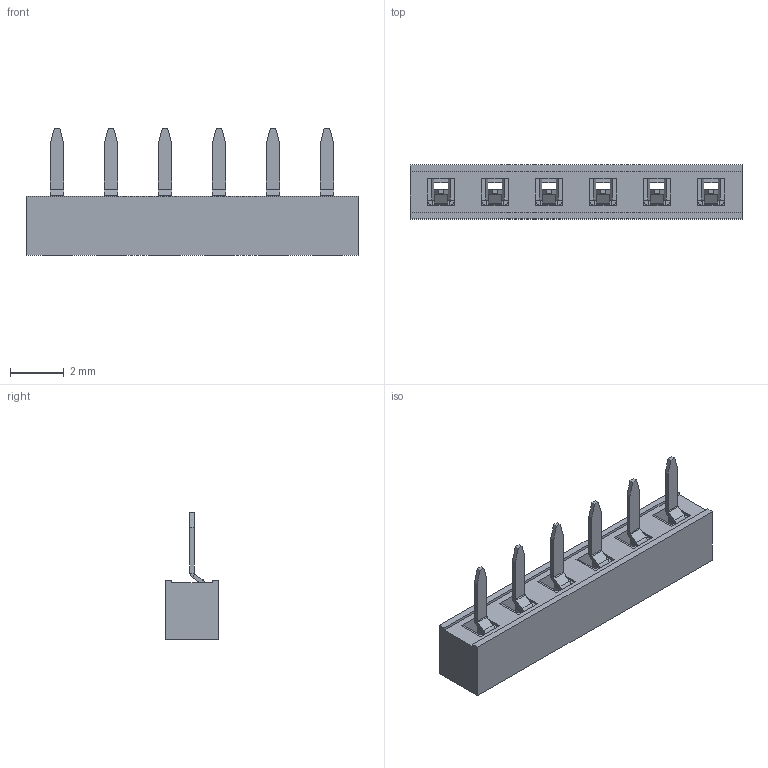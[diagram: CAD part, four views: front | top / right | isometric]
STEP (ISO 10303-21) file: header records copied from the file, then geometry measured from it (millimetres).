
FILE_DESCRIPTION (( 'STEP AP214' ), '1' );
FILE_NAME ('FFH20017-S06S1014K6K-REF.STEP', '2025-12-04T03:59:33', ( '' ), ( '' ), 'SwSTEP 2.0', 'SolidWorks 2021', '' );
FILE_SCHEMA (( 'AUTOMOTIVE_DESIGN' ));
Length unit declared in the file: millimetre
Products named in the file (1): FFH20017-S06S1014K6K-REF
Bounding box: 12.3 x 2 x 4.7 mm (x, y, z)
Volume: 44.9 mm3; surface area: 197.1 mm2
Topology: 1 solids, 1 shells, 478 faces, 1200 edges, 700 vertices
Faces by surface type: plane 394, cylinder 84
Entity records: 13882 total; most frequent: CARTESIAN_POINT 2451, ORIENTED_EDGE 2400, DIRECTION 2302, EDGE_CURVE 1200, LINE 1008, VECTOR 1008, VERTEX_POINT 700, AXIS2_PLACEMENT_3D 647
